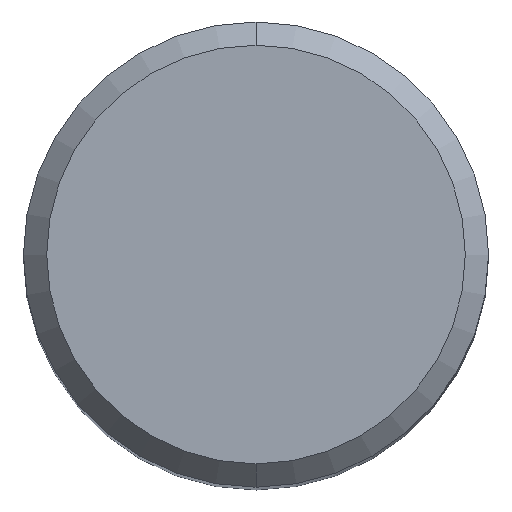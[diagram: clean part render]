
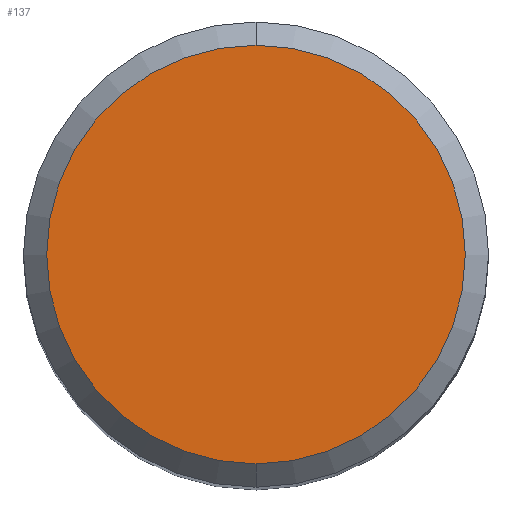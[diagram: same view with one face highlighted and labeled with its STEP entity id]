
A CAD part, top view. The second image highlights one B-rep face of the part: STEP entity #137.
In plain terms, the highlighted planar face has unit normal (0, 0, 1).
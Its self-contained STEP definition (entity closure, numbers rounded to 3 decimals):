
#137=ADVANCED_FACE('',(#293),#294,.T.);
#161=VERTEX_POINT('',#320);
#179=EDGE_CURVE('',#189,#161,#339,.T.);
#189=VERTEX_POINT('',#351);
#227=EDGE_CURVE('',#161,#189,#394,.T.);
#293=FACE_OUTER_BOUND('',#466,.T.);
#294=PLANE('',#467);
#320=CARTESIAN_POINT('',(0.0,5.4,0.0));
#339=CIRCLE('',#528,5.4);
#351=CARTESIAN_POINT('',(0.,-5.4,0.0));
#394=CIRCLE('',#596,5.4);
#466=EDGE_LOOP('',(#660,#661));
#467=AXIS2_PLACEMENT_3D('',#662,#663,#664);
#528=AXIS2_PLACEMENT_3D('',#708,#709,#710);
#596=AXIS2_PLACEMENT_3D('',#784,#785,#786);
#660=ORIENTED_EDGE('',*,*,#227,.F.);
#661=ORIENTED_EDGE('',*,*,#179,.F.);
#662=CARTESIAN_POINT('',(0.0,2.7,0.0));
#663=DIRECTION('',(-0.0,0.0,1.0));
#664=DIRECTION('',(0.0,-1.0,0.0));
#708=CARTESIAN_POINT('',(0.0,0.0,0.0));
#709=DIRECTION('',(0.0,0.0,-1.0));
#710=DIRECTION('',(0.0,1.0,0.0));
#784=CARTESIAN_POINT('',(0.0,0.0,0.0));
#785=DIRECTION('',(0.0,0.0,-1.0));
#786=DIRECTION('',(0.0,1.0,0.0));
